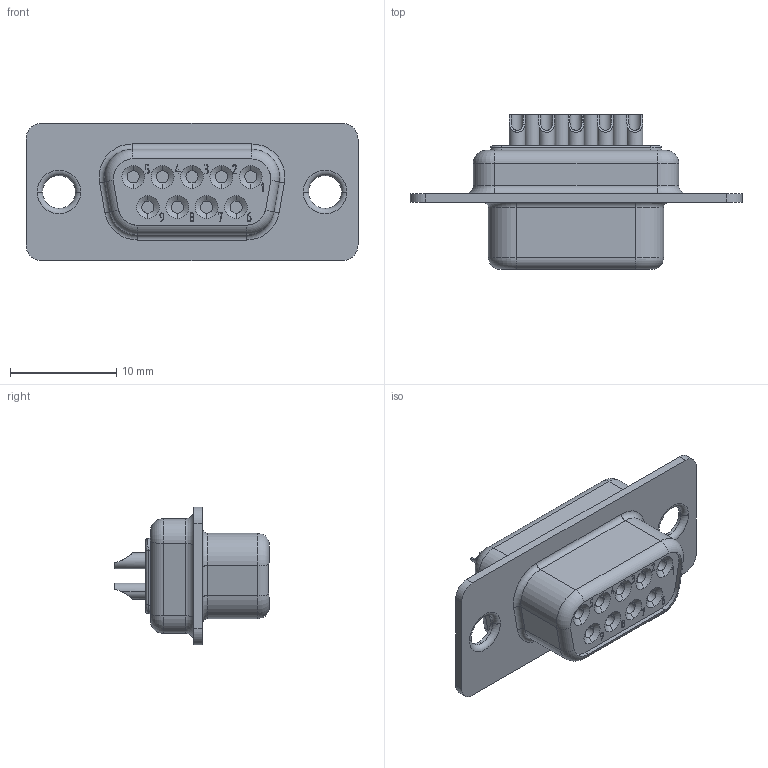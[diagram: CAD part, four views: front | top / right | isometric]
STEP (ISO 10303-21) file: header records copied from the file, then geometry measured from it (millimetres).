
FILE_DESCRIPTION(('Creo Elements/Direct Modeling STEP Export'),'2;1');
FILE_NAME('model.stp','2019-03-21T 7:28:08',(''),(''),'Creo Elements/Direct Modeling STEP processor for AP214 (Solid Model)','Creo Elements/Direct Modeling 20.1A 29-Sep-2018 (C) Parametric Technology GmbH','');
FILE_SCHEMA(('AUTOMOTIVE_DESIGN { 1 0 10303 214 1 1 1 1 }'));
Length unit declared in the file: millimetre
Products named in the file (2): VS-09-BU-DSUB-EG
Assembly tree (1 placements, depth 2):
  VS-09-BU-DSUB-EG
    VS-09-BU-DSUB-EG
Bounding box: 31.19 x 14.51 x 12.93 mm (x, y, z)
Volume: 1796.1 mm3; surface area: 1739.5 mm2
Topology: 1 solids, 1 shells, 742 faces, 2020 edges, 1337 vertices
Faces by surface type: plane 398, cylinder 211, extrusion 91, torus 20, cone 18, bspline 4
Entity records: 32941 total; most frequent: CARTESIAN_POINT 8768, ORIENTED_EDGE 4040, DIRECTION 3325, EDGE_CURVE 2020, VECTOR 1425, LINE 1341, VERTEX_POINT 1337, AXIS2_PLACEMENT_3D 950
